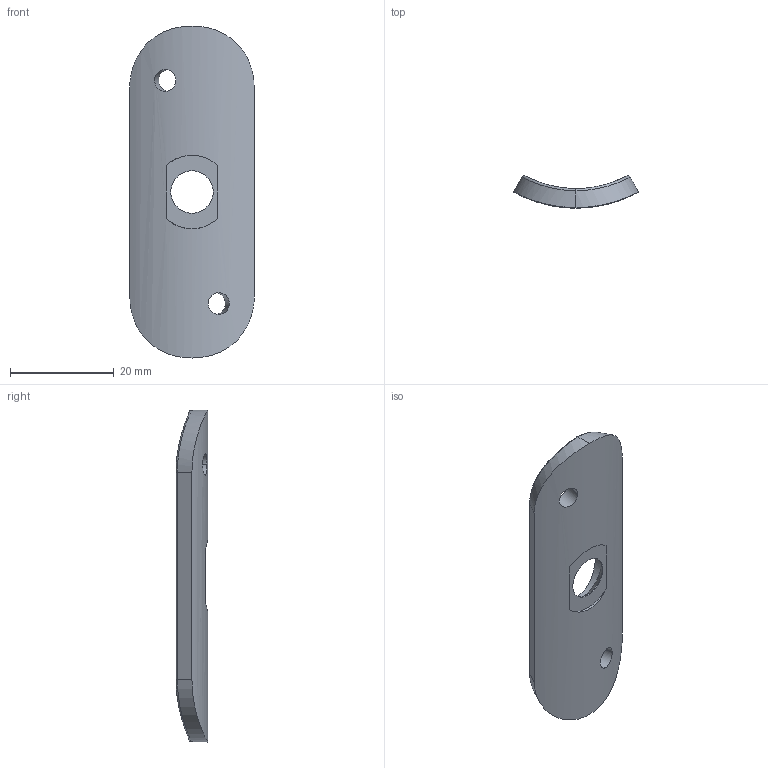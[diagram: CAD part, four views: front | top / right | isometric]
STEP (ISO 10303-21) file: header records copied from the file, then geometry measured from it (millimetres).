
FILE_DESCRIPTION (( 'STEP AP203' ), '1' );
FILE_NAME ('50228-240-4.step', '2020-07-13T13:06:40', ( '' ), ( '' ), 'SwSTEP 2.0', 'SolidWorks 2018', '' );
FILE_SCHEMA (( 'CONFIG_CONTROL_DESIGN' ));
Length unit declared in the file: millimetre
Products named in the file (1): 50228-240-4
Bounding box: 24 x 6.15 x 64 mm (x, y, z)
Volume: 4541.8 mm3; surface area: 3290.2 mm2
Topology: 1 solids, 1 shells, 277 faces, 728 edges, 482 vertices
Faces by surface type: plane 115, bspline 113, cylinder 47, cone 2
Entity records: 14092 total; most frequent: CARTESIAN_POINT 7957, ORIENTED_EDGE 1456, DIRECTION 894, EDGE_CURVE 728, VERTEX_POINT 482, VECTOR 346, LINE 346, EDGE_LOOP 312
